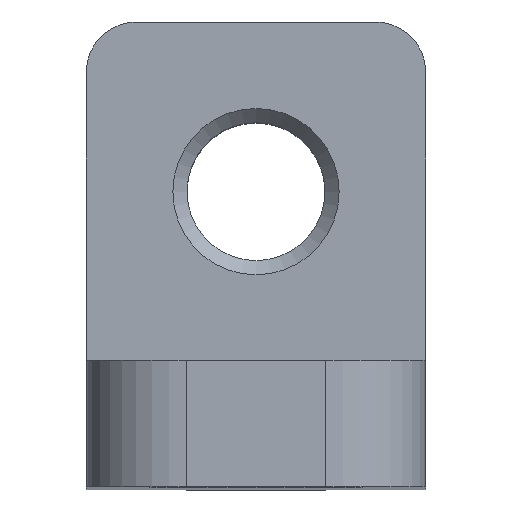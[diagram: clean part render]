
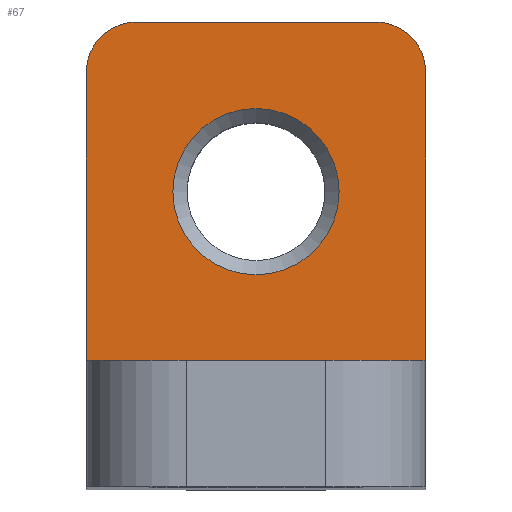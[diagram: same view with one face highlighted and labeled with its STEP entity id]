
A CAD part, top view. The second image highlights one B-rep face of the part: STEP entity #67.
In plain terms, the highlighted planar face has unit normal (0, 0, 1).
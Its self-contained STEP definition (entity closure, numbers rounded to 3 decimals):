
#67=ADVANCED_FACE('',(#162,#163),#92,.F.);
#92=PLANE('',#473);
#97=LINE('',#640,#127);
#99=LINE('',#646,#129);
#114=LINE('',#677,#144);
#121=LINE('',#706,#151);
#127=VECTOR('',#508,1.);
#129=VECTOR('',#514,1.);
#144=VECTOR('',#533,1.);
#151=VECTOR('',#568,1.);
#162=FACE_BOUND('',#195,.T.);
#163=FACE_BOUND('',#196,.T.);
#195=EDGE_LOOP('',(#272));
#196=EDGE_LOOP('',(#273,#274,#275,#276,#277,#278));
#272=ORIENTED_EDGE('',*,*,#410,.T.);
#273=ORIENTED_EDGE('',*,*,#411,.T.);
#274=ORIENTED_EDGE('',*,*,#412,.T.);
#275=ORIENTED_EDGE('',*,*,#379,.T.);
#276=ORIENTED_EDGE('',*,*,#376,.F.);
#277=ORIENTED_EDGE('',*,*,#394,.F.);
#278=ORIENTED_EDGE('',*,*,#413,.T.);
#336=VERTEX_POINT('',#639);
#337=VERTEX_POINT('',#641);
#339=VERTEX_POINT('',#647);
#352=VERTEX_POINT('',#676);
#360=VERTEX_POINT('',#705);
#361=VERTEX_POINT('',#707);
#362=VERTEX_POINT('',#708);
#376=EDGE_CURVE('',#336,#337,#97,.T.);
#379=EDGE_CURVE('',#339,#337,#99,.T.);
#394=EDGE_CURVE('',#352,#336,#114,.T.);
#410=EDGE_CURVE('',#360,#360,#438,.T.);
#411=EDGE_CURVE('',#361,#362,#121,.T.);
#412=EDGE_CURVE('',#362,#339,#439,.T.);
#413=EDGE_CURVE('',#352,#361,#440,.T.);
#438=CIRCLE('',#470,2.083);
#439=CIRCLE('',#471,1.25);
#440=CIRCLE('',#472,1.25);
#470=AXIS2_PLACEMENT_3D('',#704,#566,#567);
#471=AXIS2_PLACEMENT_3D('',#709,#569,#570);
#472=AXIS2_PLACEMENT_3D('',#710,#571,#572);
#473=AXIS2_PLACEMENT_3D('',#711,#573,#574);
#508=DIRECTION('',(-1.,0.,0.));
#514=DIRECTION('',(0.,-1.,0.));
#533=DIRECTION('',(0.,-1.,0.));
#566=DIRECTION('',(0.,0.,-1.));
#567=DIRECTION('',(-1.,0.,0.));
#568=DIRECTION('',(-1.,0.,0.));
#569=DIRECTION('',(0.,0.,1.));
#570=DIRECTION('',(-1.,0.,0.));
#571=DIRECTION('',(0.,0.,1.));
#572=DIRECTION('',(-1.,0.,0.));
#573=DIRECTION('',(0.,0.,-1.));
#574=DIRECTION('',(-1.,0.,0.));
#639=CARTESIAN_POINT('',(-26.5,11.35,-9.));
#640=CARTESIAN_POINT('',(-35.,11.35,-9.));
#641=CARTESIAN_POINT('',(-35.,11.35,-9.));
#646=CARTESIAN_POINT('',(-35.,11.35,-9.));
#647=CARTESIAN_POINT('',(-35.,18.6,-9.));
#676=CARTESIAN_POINT('',(-26.5,18.6,-9.));
#677=CARTESIAN_POINT('',(-26.5,11.35,-9.));
#704=CARTESIAN_POINT('',(-30.75,15.6,-9.));
#705=CARTESIAN_POINT('',(-32.833,15.6,-9.));
#706=CARTESIAN_POINT('',(-35.,19.85,-9.));
#707=CARTESIAN_POINT('',(-27.75,19.85,-9.));
#708=CARTESIAN_POINT('',(-33.75,19.85,-9.));
#709=CARTESIAN_POINT('',(-33.75,18.6,-9.));
#710=CARTESIAN_POINT('',(-27.75,18.6,-9.));
#711=CARTESIAN_POINT('',(-35.,11.35,-9.));
